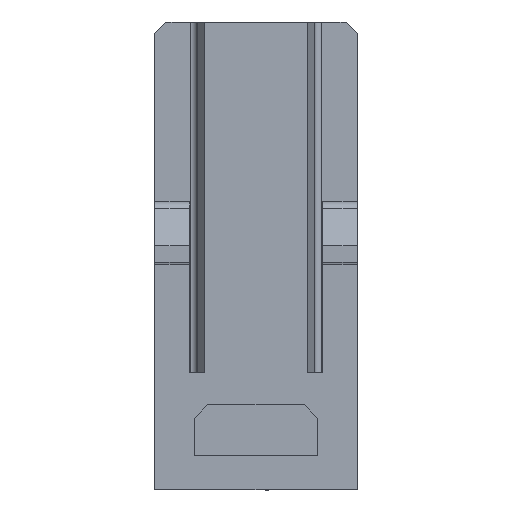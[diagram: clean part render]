
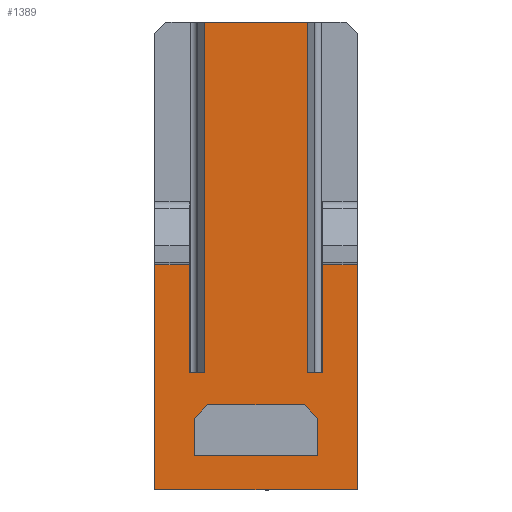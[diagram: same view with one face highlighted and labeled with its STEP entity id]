
A CAD part, front view. The second image highlights one B-rep face of the part: STEP entity #1389.
In plain terms, the highlighted planar face has unit normal (0, -1, 0).
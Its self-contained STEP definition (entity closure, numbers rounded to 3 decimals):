
#1389=ADVANCED_FACE('',(#1965,#1966),#1775,.T.);
#1775=PLANE('',#10163);
#1965=FACE_BOUND('',#2263,.T.);
#1966=FACE_BOUND('',#2264,.T.);
#2263=EDGE_LOOP('',(#3902,#3903,#3904,#3905,#3906,#3907));
#2264=EDGE_LOOP('',(#3908,#3909,#3910,#3911,#3912,#3913,#3914,#3915,#3916,
#3917,#3918,#3919));
#3902=ORIENTED_EDGE('',*,*,#6428,.T.);
#3903=ORIENTED_EDGE('',*,*,#6417,.T.);
#3904=ORIENTED_EDGE('',*,*,#6420,.T.);
#3905=ORIENTED_EDGE('',*,*,#6422,.T.);
#3906=ORIENTED_EDGE('',*,*,#6424,.T.);
#3907=ORIENTED_EDGE('',*,*,#6426,.T.);
#3908=ORIENTED_EDGE('',*,*,#6492,.T.);
#3909=ORIENTED_EDGE('',*,*,#6493,.T.);
#3910=ORIENTED_EDGE('',*,*,#6490,.T.);
#3911=ORIENTED_EDGE('',*,*,#6476,.T.);
#3912=ORIENTED_EDGE('',*,*,#6462,.T.);
#3913=ORIENTED_EDGE('',*,*,#6464,.T.);
#3914=ORIENTED_EDGE('',*,*,#6494,.T.);
#3915=ORIENTED_EDGE('',*,*,#5681,.T.);
#3916=ORIENTED_EDGE('',*,*,#6495,.T.);
#3917=ORIENTED_EDGE('',*,*,#6453,.T.);
#3918=ORIENTED_EDGE('',*,*,#6451,.T.);
#3919=ORIENTED_EDGE('',*,*,#6433,.T.);
#4887=VERTEX_POINT('',#12818);
#4888=VERTEX_POINT('',#12820);
#5405=VERTEX_POINT('',#14756);
#5406=VERTEX_POINT('',#14757);
#5407=VERTEX_POINT('',#14762);
#5408=VERTEX_POINT('',#14766);
#5409=VERTEX_POINT('',#14770);
#5410=VERTEX_POINT('',#14774);
#5415=VERTEX_POINT('',#14787);
#5416=VERTEX_POINT('',#14789);
#5428=VERTEX_POINT('',#14825);
#5429=VERTEX_POINT('',#14829);
#5430=VERTEX_POINT('',#14833);
#5437=VERTEX_POINT('',#14846);
#5438=VERTEX_POINT('',#14850);
#5445=VERTEX_POINT('',#14876);
#5454=VERTEX_POINT('',#14903);
#5455=VERTEX_POINT('',#14907);
#5681=EDGE_CURVE('',#4888,#4887,#7430,.T.);
#6417=EDGE_CURVE('',#5405,#5406,#8042,.T.);
#6420=EDGE_CURVE('',#5406,#5407,#8045,.T.);
#6422=EDGE_CURVE('',#5407,#5408,#8047,.T.);
#6424=EDGE_CURVE('',#5408,#5409,#8049,.T.);
#6426=EDGE_CURVE('',#5409,#5410,#8051,.T.);
#6428=EDGE_CURVE('',#5410,#5405,#8053,.T.);
#6433=EDGE_CURVE('',#5416,#5415,#8057,.T.);
#6451=EDGE_CURVE('',#5428,#5416,#8073,.T.);
#6453=EDGE_CURVE('',#5429,#5428,#8074,.T.);
#6462=EDGE_CURVE('',#5430,#5437,#8080,.T.);
#6464=EDGE_CURVE('',#5437,#5438,#8081,.T.);
#6476=EDGE_CURVE('',#5445,#5430,#8092,.T.);
#6490=EDGE_CURVE('',#5454,#5445,#8104,.T.);
#6492=EDGE_CURVE('',#5415,#5455,#8106,.T.);
#6493=EDGE_CURVE('',#5455,#5454,#8107,.T.);
#6494=EDGE_CURVE('',#5438,#4888,#8108,.T.);
#6495=EDGE_CURVE('',#4887,#5429,#8109,.T.);
#7430=LINE('',#12819,#8498);
#8042=LINE('',#14755,#9110);
#8045=LINE('',#14761,#9113);
#8047=LINE('',#14765,#9115);
#8049=LINE('',#14769,#9117);
#8051=LINE('',#14773,#9119);
#8053=LINE('',#14777,#9121);
#8057=LINE('',#14788,#9125);
#8073=LINE('',#14824,#9141);
#8074=LINE('',#14828,#9142);
#8080=LINE('',#14847,#9148);
#8081=LINE('',#14852,#9149);
#8092=LINE('',#14875,#9160);
#8104=LINE('',#14902,#9172);
#8106=LINE('',#14906,#9174);
#8107=LINE('',#14908,#9175);
#8108=LINE('',#14909,#9176);
#8109=LINE('',#14910,#9177);
#8498=VECTOR('',#10461,1.);
#9110=VECTOR('',#11711,1.);
#9113=VECTOR('',#11716,1.);
#9115=VECTOR('',#11720,1.);
#9117=VECTOR('',#11724,1.);
#9119=VECTOR('',#11728,1.);
#9121=VECTOR('',#11732,1.);
#9125=VECTOR('',#11740,1.);
#9141=VECTOR('',#11772,1.);
#9142=VECTOR('',#11777,1.);
#9148=VECTOR('',#11791,1.);
#9149=VECTOR('',#11796,1.);
#9160=VECTOR('',#11821,1.);
#9172=VECTOR('',#11845,1.);
#9174=VECTOR('',#11849,1.);
#9175=VECTOR('',#11850,1.);
#9176=VECTOR('',#11851,1.);
#9177=VECTOR('',#11852,1.);
#10163=AXIS2_PLACEMENT_3D('',#14911,#11853,#11854);
#10461=DIRECTION('',(1.,0.,0.));
#11711=DIRECTION('',(0.,0.,1.));
#11716=DIRECTION('',(0.707,0.,0.707));
#11720=DIRECTION('',(1.,0.,0.));
#11724=DIRECTION('',(0.707,0.,-0.707));
#11728=DIRECTION('',(0.,0.,-1.));
#11732=DIRECTION('',(-1.,0.,0.));
#11740=DIRECTION('',(-1.,0.,0.));
#11772=DIRECTION('',(0.,0.,-1.));
#11777=DIRECTION('',(-1.,0.,0.));
#11791=DIRECTION('',(0.,0.,1.));
#11796=DIRECTION('',(-1.,0.,0.));
#11821=DIRECTION('',(-1.,0.,0.));
#11845=DIRECTION('',(0.,0.,-1.));
#11849=DIRECTION('',(0.,0.,1.));
#11850=DIRECTION('',(-1.,0.,0.));
#11851=DIRECTION('',(0.,0.,-1.));
#11852=DIRECTION('',(0.,0.,1.));
#11853=DIRECTION('',(0.,-1.,0.));
#11854=DIRECTION('',(1.,0.,0.));
#12818=CARTESIAN_POINT('',(7.35,-15.15,-17.8));
#12819=CARTESIAN_POINT('',(-7.35,-15.15,-17.8));
#12820=CARTESIAN_POINT('',(-7.35,-15.15,-17.8));
#14755=CARTESIAN_POINT('',(-4.5,-15.15,-15.3));
#14756=CARTESIAN_POINT('',(-4.5,-15.15,-15.3));
#14757=CARTESIAN_POINT('',(-4.5,-15.15,-12.6));
#14761=CARTESIAN_POINT('',(-4.5,-15.15,-12.6));
#14762=CARTESIAN_POINT('',(-3.5,-15.15,-11.6));
#14765=CARTESIAN_POINT('',(-3.5,-15.15,-11.6));
#14766=CARTESIAN_POINT('',(3.5,-15.15,-11.6));
#14769=CARTESIAN_POINT('',(3.5,-15.15,-11.6));
#14770=CARTESIAN_POINT('',(4.5,-15.15,-12.6));
#14773=CARTESIAN_POINT('',(4.5,-15.15,-12.6));
#14774=CARTESIAN_POINT('',(4.5,-15.15,-15.3));
#14777=CARTESIAN_POINT('',(4.5,-15.15,-15.3));
#14787=CARTESIAN_POINT('',(3.75,-15.15,-9.3));
#14788=CARTESIAN_POINT('',(4.85,-15.15,-9.3));
#14789=CARTESIAN_POINT('',(4.85,-15.15,-9.3));
#14824=CARTESIAN_POINT('',(4.85,-15.15,-1.45));
#14825=CARTESIAN_POINT('',(4.85,-15.15,-1.45));
#14828=CARTESIAN_POINT('',(7.35,-15.15,-1.45));
#14829=CARTESIAN_POINT('',(7.35,-15.15,-1.45));
#14833=CARTESIAN_POINT('',(-4.85,-15.15,-9.3));
#14846=CARTESIAN_POINT('',(-4.85,-15.15,-1.45));
#14847=CARTESIAN_POINT('',(-4.85,-15.15,-9.3));
#14850=CARTESIAN_POINT('',(-7.35,-15.15,-1.45));
#14852=CARTESIAN_POINT('',(-4.85,-15.15,-1.45));
#14875=CARTESIAN_POINT('',(-3.75,-15.15,-9.3));
#14876=CARTESIAN_POINT('',(-3.75,-15.15,-9.3));
#14902=CARTESIAN_POINT('',(-3.75,-15.15,16.2));
#14903=CARTESIAN_POINT('',(-3.75,-15.15,16.2));
#14906=CARTESIAN_POINT('',(3.75,-15.15,-9.3));
#14907=CARTESIAN_POINT('',(3.75,-15.15,16.2));
#14908=CARTESIAN_POINT('',(3.75,-15.15,16.2));
#14909=CARTESIAN_POINT('',(-7.35,-15.15,-1.45));
#14910=CARTESIAN_POINT('',(7.35,-15.15,-17.8));
#14911=CARTESIAN_POINT('',(-7.65,-15.15,-18.1));
